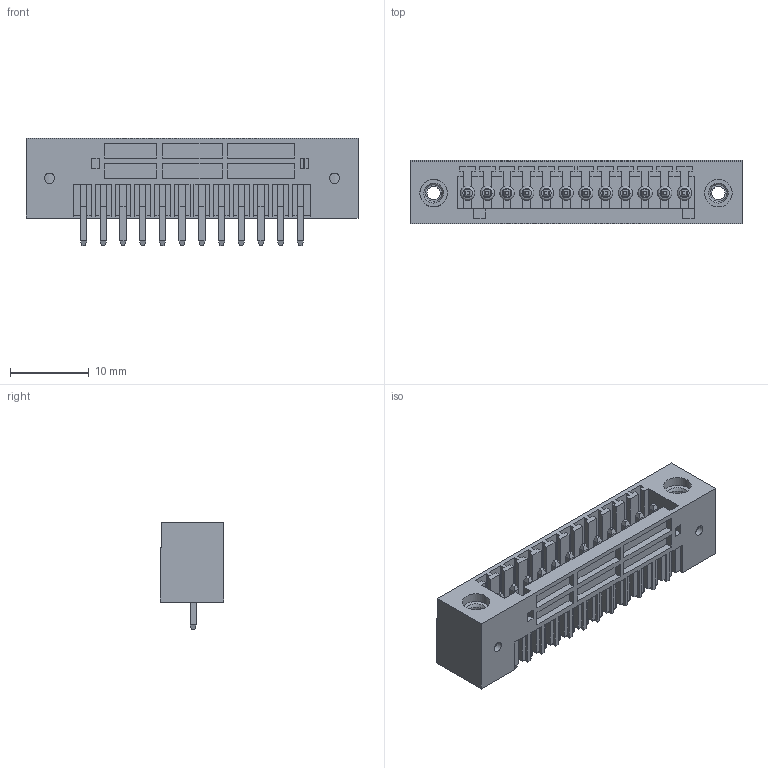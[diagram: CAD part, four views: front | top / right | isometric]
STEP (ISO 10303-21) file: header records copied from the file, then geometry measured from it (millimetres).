
FILE_DESCRIPTION( ( 'Unknown' ), '1' );
FILE_NAME( '691382030012.stp', 'Unknown', ( 'Unknown' ), ( 'Unknown' ), 'PSStep 18.0.17', 'Unknown', ' ' );
FILE_SCHEMA( ( 'AUTOMOTIVE_DESIGN { 1 0 10303 214 1 1 1 1 }' ) );
Length unit declared in the file: millimetre
Products named in the file (4): Assem1; 6913820300xx_PIN; 6913820300xx_Thread; 691382030012
Assembly tree (15 placements, depth 2):
  Assem1
    6913820300xx_PIN  x12
    6913820300xx_Thread  x2
    691382030012
Bounding box: 42.1 x 8.1 x 13.6 mm (x, y, z)
Volume: 1843.2 mm3; surface area: 4860.9 mm2
Topology: 15 solids, 15 shells, 880 faces, 2329 edges, 1500 vertices
Faces by surface type: plane 840, cylinder 26, torus 12, cone 2
Full cylindrical faces by diameter (mm): 1.3 x2, 1.7 x2, 1.8 x12, 2.113 x2, 3.5 x4
Entity records: 28371 total; most frequent: CARTESIAN_POINT 4008, ORIENTED_EDGE 3932, DIRECTION 3537, EDGE_CURVE 1966, LINE 1869, VECTOR 1869, VERTEX_POINT 1305, AXIS2_PLACEMENT_3D 834
